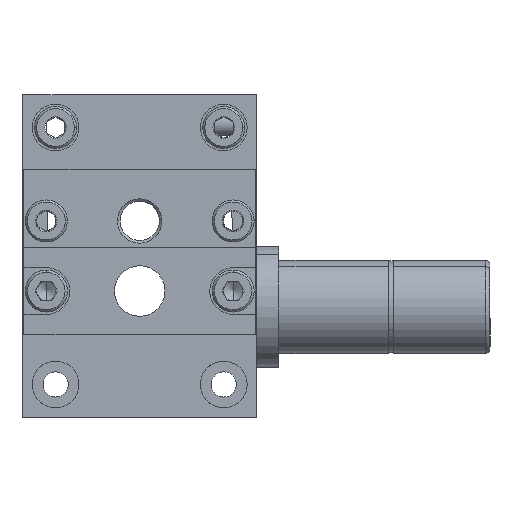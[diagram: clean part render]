
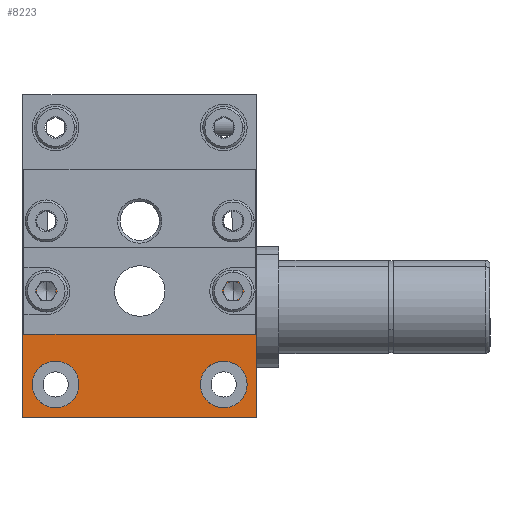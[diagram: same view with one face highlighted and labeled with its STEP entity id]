
A CAD part, front view. The second image highlights one B-rep face of the part: STEP entity #8223.
In plain terms, the highlighted planar face has unit normal (0, -1, 0).
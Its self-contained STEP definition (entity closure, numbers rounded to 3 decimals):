
#59 = EDGE_CURVE ( 'NONE', #10541, #15039, #2254, .T. ) ;
#60 = ORIENTED_EDGE ( 'NONE', *, *, #12516, .F. ) ;
#72 = DIRECTION ( 'NONE',  ( 0., -1., 0. ) ) ;
#751 = DIRECTION ( 'NONE',  ( 1., 0., 0. ) ) ;
#839 = AXIS2_PLACEMENT_3D ( 'NONE', #6470, #10246, #7818 ) ;
#925 = CARTESIAN_POINT ( 'NONE',  ( -58.123, -6.582, -30.461 ) ) ;
#1203 = EDGE_CURVE ( 'NONE', #15039, #10541, #7524, .T. ) ;
#1383 = CARTESIAN_POINT ( 'NONE',  ( -58.123, -6.582, -48.611 ) ) ;
#1701 = DIRECTION ( 'NONE',  ( 1., 0., 0. ) ) ;
#1713 = ORIENTED_EDGE ( 'NONE', *, *, #59, .F. ) ;
#1880 = CARTESIAN_POINT ( 'NONE',  ( -45.623, -6.582, -35.111 ) ) ;
#1882 = CARTESIAN_POINT ( 'NONE',  ( -49.923, -6.582, -35.111 ) ) ;
#1931 = VERTEX_POINT ( 'NONE', #5579 ) ;
#2007 = VERTEX_POINT ( 'NONE', #2251 ) ;
#2172 = LINE ( 'NONE', #15677, #5699 ) ;
#2251 = CARTESIAN_POINT ( 'NONE',  ( -34.123, -6.582, -45.111 ) ) ;
#2254 = CIRCLE ( 'NONE', #15010, 4.3 ) ;
#2483 = CARTESIAN_POINT ( 'NONE',  ( -35.623, -6.582, -35.111 ) ) ;
#2504 = LINE ( 'NONE', #925, #6794 ) ;
#2541 = EDGE_LOOP ( 'NONE', ( #10986, #4293 ) ) ;
#2656 = DIRECTION ( 'NONE',  ( 0., -1., 0. ) ) ;
#3428 = EDGE_CURVE ( 'NONE', #8067, #1931, #12857, .T. ) ;
#3777 = CARTESIAN_POINT ( 'NONE',  ( -54.623, -6.582, -45.111 ) ) ;
#3833 = CARTESIAN_POINT ( 'NONE',  ( -54.623, -6.582, -45.111 ) ) ;
#3886 = DIRECTION ( 'NONE',  ( 1., 0., 0. ) ) ;
#3917 = EDGE_LOOP ( 'NONE', ( #10357, #60 ) ) ;
#3961 = CARTESIAN_POINT ( 'NONE',  ( -36.623, -6.582, -45.111 ) ) ;
#4293 = ORIENTED_EDGE ( 'NONE', *, *, #10309, .F. ) ;
#4355 = CARTESIAN_POINT ( 'NONE',  ( -34.598, -6.582, -35.111 ) ) ;
#4404 = CARTESIAN_POINT ( 'NONE',  ( -33.123, -6.582, -30.461 ) ) ;
#4539 = EDGE_CURVE ( 'NONE', #5704, #9654, #15303, .T. ) ;
#4557 = ORIENTED_EDGE ( 'NONE', *, *, #6627, .F. ) ;
#4695 = DIRECTION ( 'NONE',  ( 0., 0., 1. ) ) ;
#4771 = VERTEX_POINT ( 'NONE', #4355 ) ;
#4803 = EDGE_LOOP ( 'NONE', ( #1713, #6508 ) ) ;
#4873 = AXIS2_PLACEMENT_3D ( 'NONE', #3777, #9848, #12440 ) ;
#5153 = DIRECTION ( 'NONE',  ( 0., -1., 0. ) ) ;
#5282 = AXIS2_PLACEMENT_3D ( 'NONE', #3961, #2656, #8820 ) ;
#5478 = DIRECTION ( 'NONE',  ( 1., 0., 0. ) ) ;
#5574 = CARTESIAN_POINT ( 'NONE',  ( -58.123, -6.582, -30.461 ) ) ;
#5579 = CARTESIAN_POINT ( 'NONE',  ( -54.598, -6.582, -35.111 ) ) ;
#5699 = VECTOR ( 'NONE', #751, 1000. ) ;
#5704 = VERTEX_POINT ( 'NONE', #10051 ) ;
#5855 = AXIS2_PLACEMENT_3D ( 'NONE', #11832, #6972, #6914 ) ;
#5909 = EDGE_CURVE ( 'NONE', #2007, #13301, #14416, .T. ) ;
#6054 = EDGE_CURVE ( 'NONE', #12963, #7206, #11315, .T. ) ;
#6147 = DIRECTION ( 'NONE',  ( 0., 0., 1. ) ) ;
#6156 = ORIENTED_EDGE ( 'NONE', *, *, #10473, .T. ) ;
#6220 = EDGE_CURVE ( 'NONE', #4771, #8135, #9124, .T. ) ;
#6363 = EDGE_LOOP ( 'NONE', ( #8352, #4557, #12588, #6156 ) ) ;
#6470 = CARTESIAN_POINT ( 'NONE',  ( -35.623, -6.582, -35.111 ) ) ;
#6508 = ORIENTED_EDGE ( 'NONE', *, *, #1203, .F. ) ;
#6627 = EDGE_CURVE ( 'NONE', #10774, #7206, #2172, .T. ) ;
#6738 = ORIENTED_EDGE ( 'NONE', *, *, #13131, .F. ) ;
#6744 = CIRCLE ( 'NONE', #13614, 1.025 ) ;
#6794 = VECTOR ( 'NONE', #4695, 1000. ) ;
#6914 = DIRECTION ( 'NONE',  ( 1., 0., 0. ) ) ;
#6972 = DIRECTION ( 'NONE',  ( 0., -1., 0. ) ) ;
#7206 = VERTEX_POINT ( 'NONE', #4404 ) ;
#7314 = CARTESIAN_POINT ( 'NONE',  ( -52.123, -6.582, -45.111 ) ) ;
#7333 = VECTOR ( 'NONE', #3886, 1000. ) ;
#7524 = CIRCLE ( 'NONE', #12451, 4.3 ) ;
#7590 = VECTOR ( 'NONE', #6147, 1000. ) ;
#7818 = DIRECTION ( 'NONE',  ( 1., 0., 0. ) ) ;
#7933 = CARTESIAN_POINT ( 'NONE',  ( -41.323, -6.582, -35.111 ) ) ;
#8067 = VERTEX_POINT ( 'NONE', #9002 ) ;
#8135 = VERTEX_POINT ( 'NONE', #9061 ) ;
#8223 = ADVANCED_FACE ( 'NONE', ( #13015, #9683, #9279, #16121, #15918, #9489 ), #14121, .F. ) ;
#8352 = ORIENTED_EDGE ( 'NONE', *, *, #6054, .T. ) ;
#8536 = AXIS2_PLACEMENT_3D ( 'NONE', #3833, #8906, #11320 ) ;
#8642 = EDGE_LOOP ( 'NONE', ( #6738, #13872 ) ) ;
#8820 = DIRECTION ( 'NONE',  ( 1., 0., 0. ) ) ;
#8905 = CARTESIAN_POINT ( 'NONE',  ( -58.123, -6.582, -30.461 ) ) ;
#8906 = DIRECTION ( 'NONE',  ( 0., -1., 0. ) ) ;
#9002 = CARTESIAN_POINT ( 'NONE',  ( -56.648, -6.582, -35.111 ) ) ;
#9061 = CARTESIAN_POINT ( 'NONE',  ( -36.648, -6.582, -35.111 ) ) ;
#9124 = CIRCLE ( 'NONE', #839, 1.025 ) ;
#9272 = DIRECTION ( 'NONE',  ( 0., 0., -1. ) ) ;
#9279 = FACE_BOUND ( 'NONE', #4803, .T. ) ;
#9489 = FACE_OUTER_BOUND ( 'NONE', #6363, .T. ) ;
#9561 = EDGE_CURVE ( 'NONE', #15591, #10774, #2504, .T. ) ;
#9654 = VERTEX_POINT ( 'NONE', #7314 ) ;
#9683 = FACE_BOUND ( 'NONE', #3917, .T. ) ;
#9788 = ORIENTED_EDGE ( 'NONE', *, *, #13247, .F. ) ;
#9848 = DIRECTION ( 'NONE',  ( 0., -1., 0. ) ) ;
#9904 = AXIS2_PLACEMENT_3D ( 'NONE', #15066, #5153, #1701 ) ;
#10051 = CARTESIAN_POINT ( 'NONE',  ( -57.123, -6.582, -45.111 ) ) ;
#10246 = DIRECTION ( 'NONE',  ( 0., -1., 0. ) ) ;
#10309 = EDGE_CURVE ( 'NONE', #8135, #4771, #6744, .T. ) ;
#10357 = ORIENTED_EDGE ( 'NONE', *, *, #5909, .F. ) ;
#10473 = EDGE_CURVE ( 'NONE', #15591, #12963, #12237, .T. ) ;
#10541 = VERTEX_POINT ( 'NONE', #7933 ) ;
#10682 = DIRECTION ( 'NONE',  ( 0., -1., 0. ) ) ;
#10774 = VERTEX_POINT ( 'NONE', #8905 ) ;
#10986 = ORIENTED_EDGE ( 'NONE', *, *, #6220, .F. ) ;
#11052 = CARTESIAN_POINT ( 'NONE',  ( -58.123, -6.582, -48.611 ) ) ;
#11118 = DIRECTION ( 'NONE',  ( 1., 0., 0. ) ) ;
#11315 = LINE ( 'NONE', #12490, #7590 ) ;
#11320 = DIRECTION ( 'NONE',  ( 1., 0., 0. ) ) ;
#11404 = ORIENTED_EDGE ( 'NONE', *, *, #3428, .F. ) ;
#11756 = CARTESIAN_POINT ( 'NONE',  ( -55.623, -6.582, -35.111 ) ) ;
#11832 = CARTESIAN_POINT ( 'NONE',  ( -36.623, -6.582, -45.111 ) ) ;
#12237 = LINE ( 'NONE', #1383, #7333 ) ;
#12358 = CARTESIAN_POINT ( 'NONE',  ( -45.623, -6.582, -35.111 ) ) ;
#12440 = DIRECTION ( 'NONE',  ( 1., 0., 0. ) ) ;
#12451 = AXIS2_PLACEMENT_3D ( 'NONE', #1880, #10682, #15666 ) ;
#12490 = CARTESIAN_POINT ( 'NONE',  ( -33.123, -6.582, -30.461 ) ) ;
#12516 = EDGE_CURVE ( 'NONE', #13301, #2007, #13365, .T. ) ;
#12588 = ORIENTED_EDGE ( 'NONE', *, *, #9561, .F. ) ;
#12744 = AXIS2_PLACEMENT_3D ( 'NONE', #5574, #12905, #9272 ) ;
#12788 = AXIS2_PLACEMENT_3D ( 'NONE', #11756, #13197, #5478 ) ;
#12857 = CIRCLE ( 'NONE', #12788, 1.025 ) ;
#12905 = DIRECTION ( 'NONE',  ( 0., 1., 0. ) ) ;
#12918 = CIRCLE ( 'NONE', #9904, 1.025 ) ;
#12963 = VERTEX_POINT ( 'NONE', #15437 ) ;
#12971 = EDGE_LOOP ( 'NONE', ( #9788, #11404 ) ) ;
#13015 = FACE_BOUND ( 'NONE', #2541, .T. ) ;
#13131 = EDGE_CURVE ( 'NONE', #9654, #5704, #13497, .T. ) ;
#13197 = DIRECTION ( 'NONE',  ( 0., -1., 0. ) ) ;
#13247 = EDGE_CURVE ( 'NONE', #1931, #8067, #12918, .T. ) ;
#13301 = VERTEX_POINT ( 'NONE', #15020 ) ;
#13365 = CIRCLE ( 'NONE', #5282, 2.5 ) ;
#13497 = CIRCLE ( 'NONE', #4873, 2.5 ) ;
#13614 = AXIS2_PLACEMENT_3D ( 'NONE', #2483, #72, #11118 ) ;
#13872 = ORIENTED_EDGE ( 'NONE', *, *, #4539, .F. ) ;
#14121 = PLANE ( 'NONE',  #12744 ) ;
#14416 = CIRCLE ( 'NONE', #5855, 2.5 ) ;
#14946 = DIRECTION ( 'NONE',  ( 1., 0., 0. ) ) ;
#14994 = DIRECTION ( 'NONE',  ( 0., -1., 0. ) ) ;
#15010 = AXIS2_PLACEMENT_3D ( 'NONE', #12358, #14994, #14946 ) ;
#15020 = CARTESIAN_POINT ( 'NONE',  ( -39.123, -6.582, -45.111 ) ) ;
#15039 = VERTEX_POINT ( 'NONE', #1882 ) ;
#15066 = CARTESIAN_POINT ( 'NONE',  ( -55.623, -6.582, -35.111 ) ) ;
#15303 = CIRCLE ( 'NONE', #8536, 2.5 ) ;
#15437 = CARTESIAN_POINT ( 'NONE',  ( -33.123, -6.582, -48.611 ) ) ;
#15591 = VERTEX_POINT ( 'NONE', #11052 ) ;
#15666 = DIRECTION ( 'NONE',  ( 1., 0., 0. ) ) ;
#15677 = CARTESIAN_POINT ( 'NONE',  ( -58.123, -6.582, -30.461 ) ) ;
#15918 = FACE_BOUND ( 'NONE', #8642, .T. ) ;
#16121 = FACE_BOUND ( 'NONE', #12971, .T. ) ;
